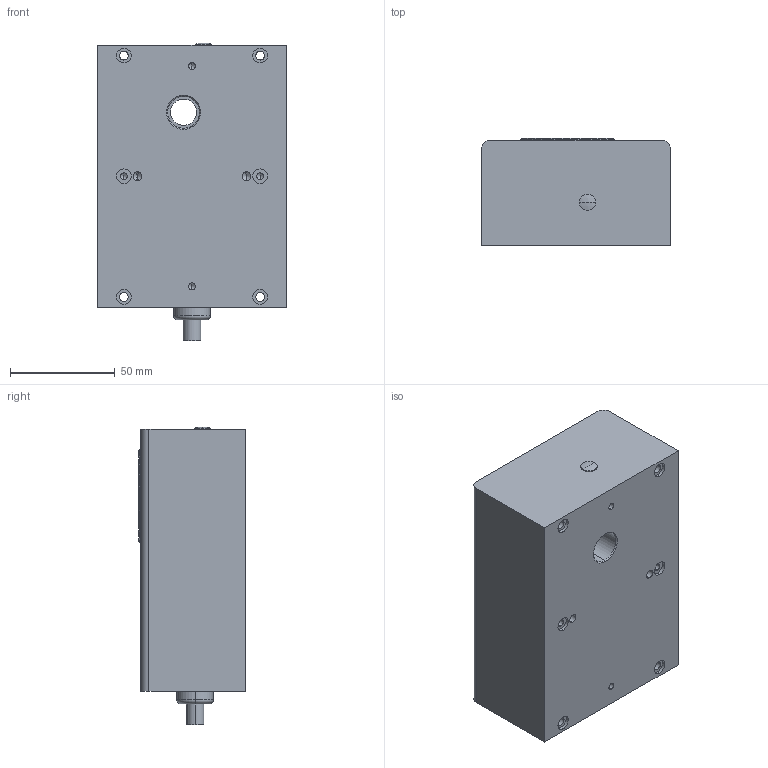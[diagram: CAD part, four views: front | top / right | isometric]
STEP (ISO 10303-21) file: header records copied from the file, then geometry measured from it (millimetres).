
FILE_DESCRIPTION (( 'STEP AP214' ), '1' );
FILE_NAME ('GTDM45.M.xx.x.xxxx.0.STEP', '2022-08-29T08:05:16', ( '' ), ( '' ), 'SwSTEP 2.0', 'SolidWorks 2018', '' );
FILE_SCHEMA (( 'AUTOMOTIVE_DESIGN' ));
Length unit declared in the file: millimetre
Products named in the file (1): GTDM45.M.xx.x.xxxx.0
Bounding box: 90 x 51 x 142 mm (x, y, z)
Volume: 547447.6 mm3; surface area: 52687.3 mm2
Topology: 3 solids, 3 shells, 591 faces, 1588 edges, 1032 vertices
Faces by surface type: cylinder 276, plane 273, cone 38, sphere 2, torus 2
Entity records: 23679 total; most frequent: DIRECTION 3314, CARTESIAN_POINT 3182, ORIENTED_EDGE 3116, EDGE_CURVE 1558, AXIS2_PLACEMENT_3D 1164, VERTEX_POINT 1032, LINE 986, VECTOR 986
